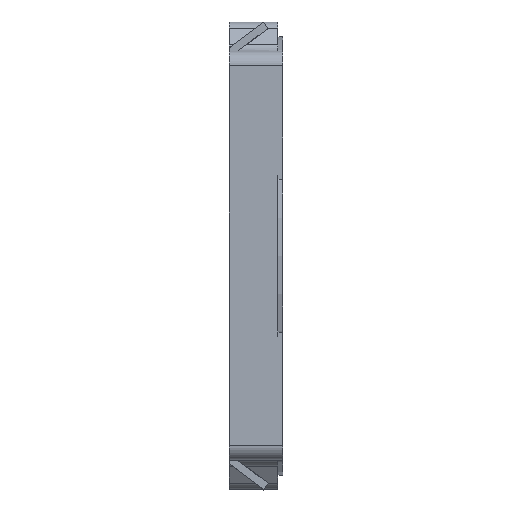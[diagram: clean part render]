
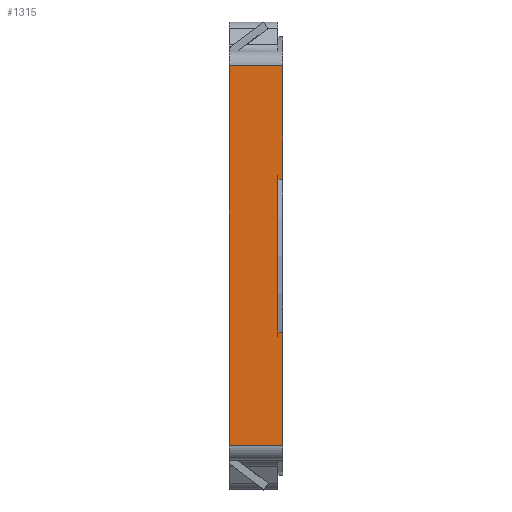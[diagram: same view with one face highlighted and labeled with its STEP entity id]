
A CAD part, top view. The second image highlights one B-rep face of the part: STEP entity #1315.
In plain terms, the highlighted planar face has unit normal (0, 0, 1).
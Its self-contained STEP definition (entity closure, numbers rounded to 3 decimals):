
#169=DIRECTION('',(0.,-1.,0.));
#170=VECTOR('',#169,1.165);
#171=CARTESIAN_POINT('',(0.55,-0.785,2.4));
#172=LINE('',#171,#170);
#214=DIRECTION('',(0.,-1.,0.));
#215=VECTOR('',#214,1.165);
#216=CARTESIAN_POINT('',(0.55,1.95,2.4));
#217=LINE('',#216,#215);
#285=DIRECTION('',(0.,1.,0.));
#286=VECTOR('',#285,3.9);
#287=CARTESIAN_POINT('',(0.,-1.95,2.4));
#288=LINE('',#287,#286);
#289=DIRECTION('',(1.,0.,0.));
#290=VECTOR('',#289,0.55);
#291=CARTESIAN_POINT('',(0.,1.95,2.4));
#292=LINE('',#291,#290);
#293=DIRECTION('',(1.,0.,0.));
#294=VECTOR('',#293,0.05);
#295=CARTESIAN_POINT('',(0.5,0.785,2.4));
#296=LINE('',#295,#294);
#297=DIRECTION('',(0.,-1.,0.));
#298=VECTOR('',#297,1.569);
#299=CARTESIAN_POINT('',(0.5,0.785,2.4));
#300=LINE('',#299,#298);
#301=DIRECTION('',(1.,0.,0.));
#302=VECTOR('',#301,0.05);
#303=CARTESIAN_POINT('',(0.5,-0.785,2.4));
#304=LINE('',#303,#302);
#741=DIRECTION('',(1.,0.,0.));
#742=VECTOR('',#741,0.55);
#743=CARTESIAN_POINT('',(0.,-1.95,2.4));
#744=LINE('',#743,#742);
#769=CARTESIAN_POINT('',(0.55,-1.95,2.4));
#771=VERTEX_POINT('',#769);
#782=CARTESIAN_POINT('',(0.55,1.95,2.4));
#784=VERTEX_POINT('',#782);
#785=CARTESIAN_POINT('',(0.,-1.95,2.4));
#786=VERTEX_POINT('',#785);
#791=CARTESIAN_POINT('',(0.,1.95,2.4));
#792=VERTEX_POINT('',#791);
#801=CARTESIAN_POINT('',(0.55,-0.785,2.4));
#803=VERTEX_POINT('',#801);
#814=CARTESIAN_POINT('',(0.55,0.785,2.4));
#816=VERTEX_POINT('',#814);
#817=CARTESIAN_POINT('',(0.5,0.785,2.4));
#818=CARTESIAN_POINT('',(0.5,-0.785,2.4));
#819=VERTEX_POINT('',#817);
#820=VERTEX_POINT('',#818);
#1298=CARTESIAN_POINT('',(0.,0.785,2.4));
#1299=DIRECTION('',(0.,0.,1.));
#1300=DIRECTION('',(0.,-1.,0.));
#1301=AXIS2_PLACEMENT_3D('',#1298,#1299,#1300);
#1302=PLANE('',#1301);
#1303=ORIENTED_EDGE('',*,*,#1018,.T.);
#1304=ORIENTED_EDGE('',*,*,#1292,.T.);
#1305=ORIENTED_EDGE('',*,*,#1155,.T.);
#1306=ORIENTED_EDGE('',*,*,#1260,.F.);
#1307=ORIENTED_EDGE('',*,*,#1242,.T.);
#1309=ORIENTED_EDGE('',*,*,#1308,.T.);
#1310=ORIENTED_EDGE('',*,*,#1113,.T.);
#1312=ORIENTED_EDGE('',*,*,#1311,.F.);
#1313=EDGE_LOOP('',(#1303,#1304,#1305,#1306,#1307,#1309,#1310,#1312));
#1314=FACE_OUTER_BOUND('',#1313,.F.);
#1018=EDGE_CURVE('',#786,#792,#288,.T.);
#1113=EDGE_CURVE('',#803,#771,#172,.T.);
#1155=EDGE_CURVE('',#784,#816,#217,.T.);
#1242=EDGE_CURVE('',#819,#820,#300,.T.);
#1260=EDGE_CURVE('',#819,#816,#296,.T.);
#1292=EDGE_CURVE('',#792,#784,#292,.T.);
#1308=EDGE_CURVE('',#820,#803,#304,.T.);
#1311=EDGE_CURVE('',#786,#771,#744,.T.);
#1315=ADVANCED_FACE('',(#1314),#1302,.T.);
